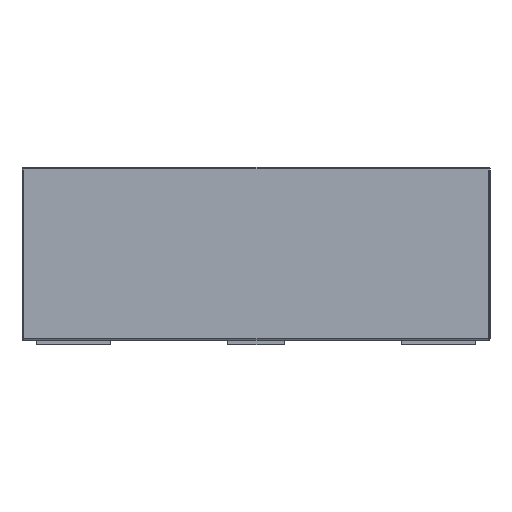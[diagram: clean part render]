
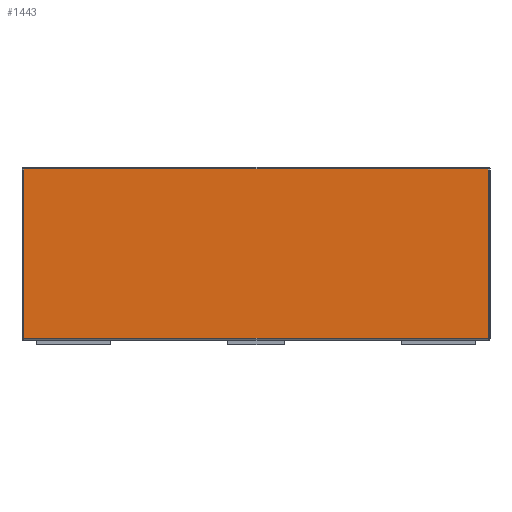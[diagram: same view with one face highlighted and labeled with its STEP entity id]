
A CAD part, left-side view. The second image highlights one B-rep face of the part: STEP entity #1443.
In plain terms, the highlighted planar face has unit normal (-1, 0, 0).
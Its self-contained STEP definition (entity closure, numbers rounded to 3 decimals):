
#492 = EDGE_CURVE ( 'NONE', #2960, #14680, #9308, .T. ) ;
#608 = EDGE_CURVE ( 'NONE', #10688, #7297, #11837, .T. ) ;
#786 = VECTOR ( 'NONE', #12086, 1000. ) ;
#1443 = ADVANCED_FACE ( 'NONE', ( #6868 ), #2947, .T. ) ;
#1622 = ORIENTED_EDGE ( 'NONE', *, *, #13962, .T. ) ;
#2027 = DIRECTION ( 'NONE',  ( 0., 0., -1. ) ) ;
#2199 = LINE ( 'NONE', #7446, #5815 ) ;
#2947 = PLANE ( 'NONE',  #3980 ) ;
#2960 = VERTEX_POINT ( 'NONE', #11792 ) ;
#3980 = AXIS2_PLACEMENT_3D ( 'NONE', #14711, #5617, #12007 ) ;
#5617 = DIRECTION ( 'NONE',  ( -1., 0., 0. ) ) ;
#5815 = VECTOR ( 'NONE', #10133, 1000. ) ;
#6688 = CARTESIAN_POINT ( 'NONE',  ( -3.55, 2.48, -0.02 ) ) ;
#6868 = FACE_OUTER_BOUND ( 'NONE', #14688, .T. ) ;
#6937 = DIRECTION ( 'NONE',  ( 0., 1., 0. ) ) ;
#7297 = VERTEX_POINT ( 'NONE', #14379 ) ;
#7446 = CARTESIAN_POINT ( 'NONE',  ( -3.55, -2.5, -1.83 ) ) ;
#8289 = CARTESIAN_POINT ( 'NONE',  ( -3.55, -2.48, -1.85 ) ) ;
#8938 = EDGE_CURVE ( 'NONE', #14680, #10688, #16028, .T. ) ;
#9308 = LINE ( 'NONE', #8289, #786 ) ;
#9442 = CARTESIAN_POINT ( 'NONE',  ( -3.55, -2.48, -0.02 ) ) ;
#9646 = CARTESIAN_POINT ( 'NONE',  ( -3.55, 2.48, -1.85 ) ) ;
#9860 = ORIENTED_EDGE ( 'NONE', *, *, #492, .T. ) ;
#10133 = DIRECTION ( 'NONE',  ( 0., -1., 0. ) ) ;
#10688 = VERTEX_POINT ( 'NONE', #6688 ) ;
#11147 = ORIENTED_EDGE ( 'NONE', *, *, #8938, .T. ) ;
#11792 = CARTESIAN_POINT ( 'NONE',  ( -3.55, -2.48, -1.83 ) ) ;
#11837 = LINE ( 'NONE', #9646, #11999 ) ;
#11999 = VECTOR ( 'NONE', #2027, 1000. ) ;
#12007 = DIRECTION ( 'NONE',  ( 0., -1., 0. ) ) ;
#12086 = DIRECTION ( 'NONE',  ( 0., 0., 1. ) ) ;
#12334 = VECTOR ( 'NONE', #6937, 1000. ) ;
#12343 = CARTESIAN_POINT ( 'NONE',  ( -3.55, 2.5, -0.02 ) ) ;
#13739 = ORIENTED_EDGE ( 'NONE', *, *, #608, .T. ) ;
#13962 = EDGE_CURVE ( 'NONE', #7297, #2960, #2199, .T. ) ;
#14379 = CARTESIAN_POINT ( 'NONE',  ( -3.55, 2.48, -1.83 ) ) ;
#14680 = VERTEX_POINT ( 'NONE', #9442 ) ;
#14688 = EDGE_LOOP ( 'NONE', ( #13739, #1622, #9860, #11147 ) ) ;
#14711 = CARTESIAN_POINT ( 'NONE',  ( -3.55, 2.5, -1.85 ) ) ;
#16028 = LINE ( 'NONE', #12343, #12334 ) ;
